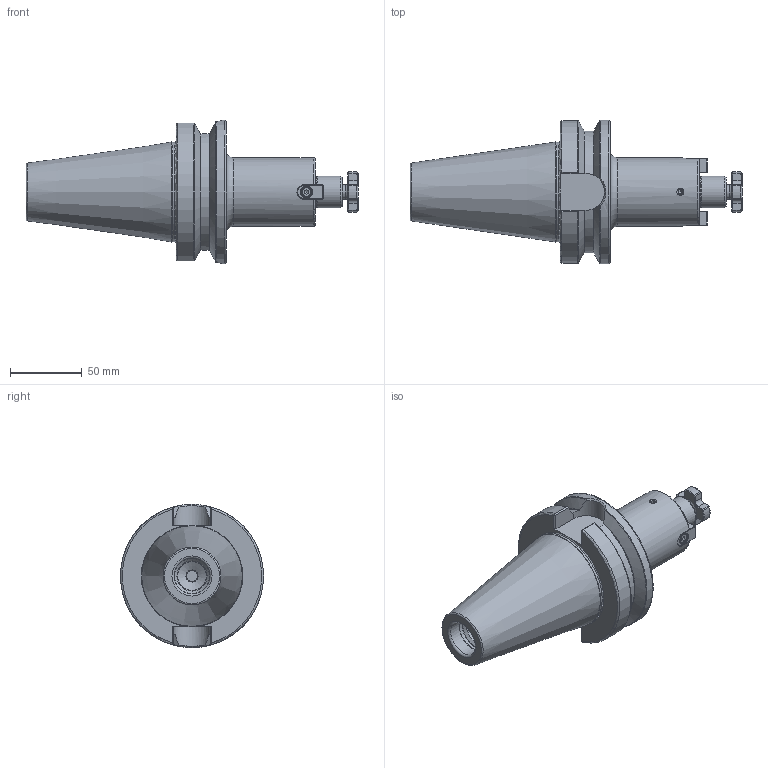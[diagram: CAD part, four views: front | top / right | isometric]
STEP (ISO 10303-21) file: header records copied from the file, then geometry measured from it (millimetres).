
FILE_DESCRIPTION(/* description */ (''),/* implementation_level */ '2;1');
FILE_NAME(/* name */ 'BT50-FMB22-100(AD).stp',/* time_stamp */ '2023-04-26T08:41:45+08:00',/* author */ ('Administrator'),/* organization */ (''),/* preprocessor_version */ 'ST-DEVELOPER v18.1',/* originating_system */ 'Autodesk Inventor 2022',/* authorisation */ '');
FILE_SCHEMA (('AUTOMOTIVE_DESIGN { 1 0 10303 214 3 1 1 }'));
Length unit declared in the file: millimetre
Products named in the file (6): BT50-FMB22-100(AD); BT50-FMB22-100(AD)_1; FMB22半圆键; ISO 4762 - M4 x 10; 十字花紧固螺钉S28-M10-L18; ISO 4026 - M4 x 4
Assembly tree (8 placements, depth 2):
  BT50-FMB22-100(AD)
    BT50-FMB22-100(AD)_1
    FMB22半圆键  x2
    ISO 4762 - M4 x 10  x2
    十字花紧固螺钉S28-M10-L18
    ISO 4026 - M4 x 4  x2
Bounding box: 231.8 x 100 x 100 mm (x, y, z)
Volume: 567673 mm3; surface area: 71899.6 mm2
Topology: 8 solids, 8 shells, 292 faces, 699 edges, 431 vertices
Faces by surface type: plane 142, cone 50, cylinder 46, torus 28, bspline 26
Full cylindrical faces by diameter (mm): 3 x2, 3.3 x4, 4 x4, 4.5 x2, 7 x2, 8 x2, 8.5 x1, 10 x1, 10.5 x1, 20 x1, 21 x1, 21.6 x1, 22 x1, 25 x1, 25.6 x1, 48 x1, 69.25 x1, 100 x1
Entity records: 8801 total; most frequent: CARTESIAN_POINT 3174, ORIENTED_EDGE 1164, DIRECTION 1060, EDGE_CURVE 582, AXIS2_PLACEMENT_3D 388, VERTEX_POINT 360, LINE 284, VECTOR 284
